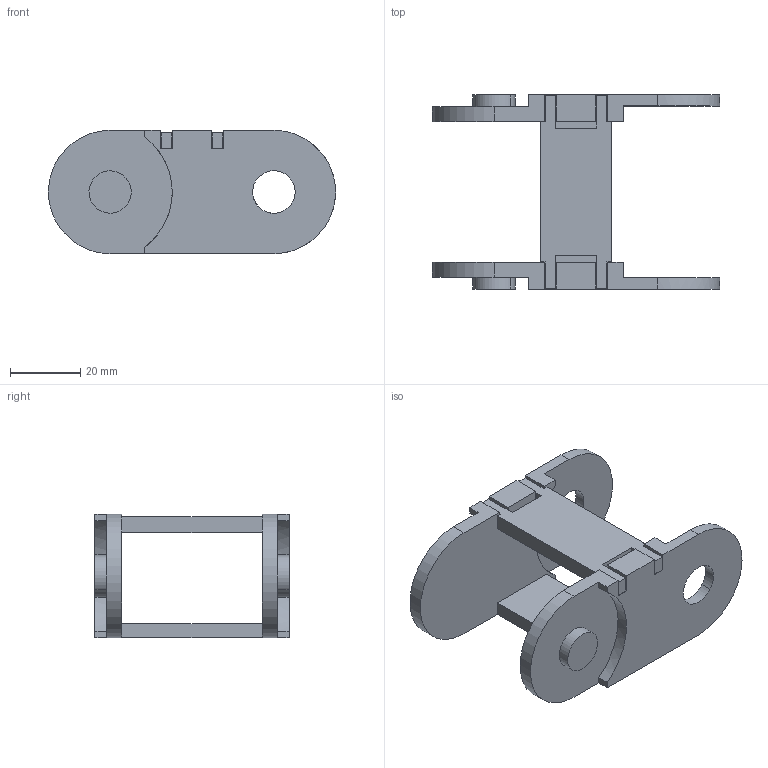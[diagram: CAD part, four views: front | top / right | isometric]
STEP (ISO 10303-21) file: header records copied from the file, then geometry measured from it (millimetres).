
FILE_DESCRIPTION(/* description */ (''),/* implementation_level */ '2;1');
FILE_NAME(/* name */ 'ELOT40~1',/* time_stamp */ '2017-08-25T13:38:53-03:00',/* author */ (''),/* organization */ (''),/* preprocessor_version */ 'ST-DEVELOPER v15',/* originating_system */ '',/* authorisation */ '');
FILE_SCHEMA (('AUTOMOTIVE_DESIGN'));
Length unit declared in the file: centimetre
Products named in the file (1): Document
Bounding box: 81.49 x 55.2 x 35 mm (x, y, z)
Volume: 30338.3 mm3; surface area: 17408.3 mm2
Topology: 2 solids, 2 shells, 79 faces, 219 edges, 146 vertices
Faces by surface type: plane 55, bspline 24
Entity records: 2394 total; most frequent: CARTESIAN_POINT 987, ORIENTED_EDGE 438, EDGE_CURVE 219, VERTEX_POINT 146, B_SPLINE_CURVE_WITH_KNOTS 145, EDGE_LOOP 85, ADVANCED_FACE 79, FACE_OUTER_BOUND 79
